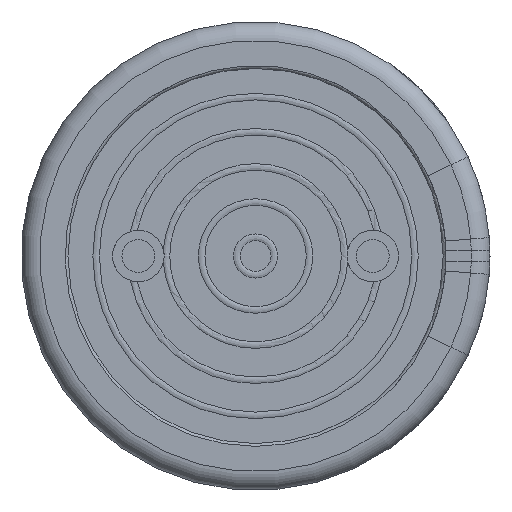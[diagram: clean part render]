
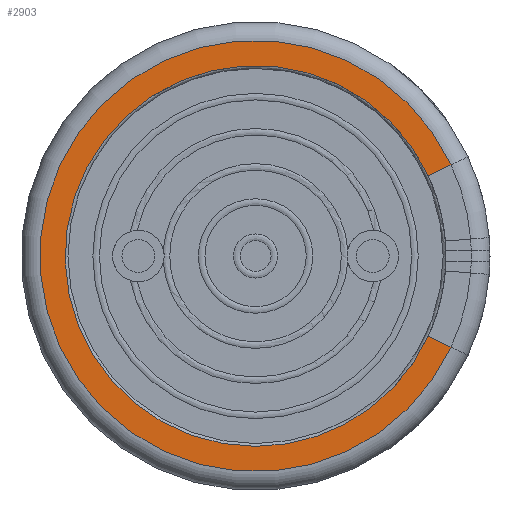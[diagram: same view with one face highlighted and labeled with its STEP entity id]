
A CAD part, front view. The second image highlights one B-rep face of the part: STEP entity #2903.
In plain terms, the highlighted planar face has unit normal (0, -1, 0).
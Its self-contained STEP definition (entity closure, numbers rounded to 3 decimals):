
#175=PLANE('',#3167);
#258=FACE_OUTER_BOUND('',#394,.T.);
#394=EDGE_LOOP('',(#2339,#2340,#2341,#2342,#2343));
#537=LINE('',#5149,#683);
#538=LINE('',#5152,#684);
#683=VECTOR('',#3724,10.);
#684=VECTOR('',#3727,10.);
#871=CIRCLE('',#3166,2.3);
#872=CIRCLE('',#3168,2.03);
#873=CIRCLE('',#3169,2.03);
#1188=VERTEX_POINT('',#5118);
#1191=VERTEX_POINT('',#5124);
#1198=VERTEX_POINT('',#5147);
#1199=VERTEX_POINT('',#5151);
#1206=VERTEX_POINT('',#5183);
#1591=EDGE_CURVE('',#1191,#1198,#537,.T.);
#1592=EDGE_CURVE('',#1199,#1188,#538,.T.);
#1607=EDGE_CURVE('',#1199,#1198,#871,.T.);
#1608=EDGE_CURVE('',#1206,#1188,#872,.T.);
#1609=EDGE_CURVE('',#1191,#1206,#873,.T.);
#2339=ORIENTED_EDGE('',*,*,#1592,.T.);
#2340=ORIENTED_EDGE('',*,*,#1608,.F.);
#2341=ORIENTED_EDGE('',*,*,#1609,.F.);
#2342=ORIENTED_EDGE('',*,*,#1591,.T.);
#2343=ORIENTED_EDGE('',*,*,#1607,.F.);
#2903=ADVANCED_FACE('',(#258),#175,.F.);
#3166=AXIS2_PLACEMENT_3D('',#5181,#3770,#3771);
#3167=AXIS2_PLACEMENT_3D('',#5182,#3772,#3773);
#3168=AXIS2_PLACEMENT_3D('',#5184,#3774,#3775);
#3169=AXIS2_PLACEMENT_3D('',#5185,#3776,#3777);
#3724=DIRECTION('',(0.906,0.,0.423));
#3727=DIRECTION('',(-0.906,0.,0.423));
#3770=DIRECTION('center_axis',(0.,1.,0.));
#3771=DIRECTION('ref_axis',(1.,0.,0.));
#3772=DIRECTION('center_axis',(0.,1.,0.));
#3773=DIRECTION('ref_axis',(0.,0.,1.));
#3774=DIRECTION('center_axis',(0.,-1.,0.));
#3775=DIRECTION('ref_axis',(-1.,0.,0.));
#3776=DIRECTION('center_axis',(0.,-1.,0.));
#3777=DIRECTION('ref_axis',(-1.,0.,0.));
#5118=CARTESIAN_POINT('',(1.84,0.,-0.858));
#5124=CARTESIAN_POINT('',(1.84,0.,0.858));
#5147=CARTESIAN_POINT('',(2.085,0.,0.972));
#5149=CARTESIAN_POINT('',(1.026,0.,0.479));
#5151=CARTESIAN_POINT('',(2.085,0.,-0.972));
#5152=CARTESIAN_POINT('',(1.026,0.,-0.479));
#5181=CARTESIAN_POINT('Origin',(0.,0.,0.));
#5182=CARTESIAN_POINT('Origin',(0.,0.,0.));
#5183=CARTESIAN_POINT('',(0.,0.,-2.03));
#5184=CARTESIAN_POINT('Origin',(0.,0.,0.));
#5185=CARTESIAN_POINT('Origin',(0.,0.,0.));
